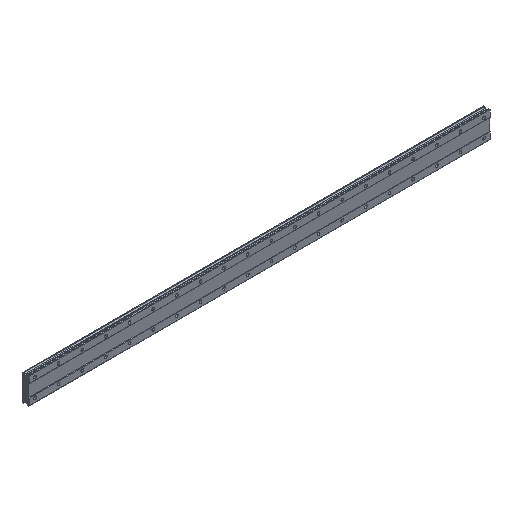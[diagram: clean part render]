
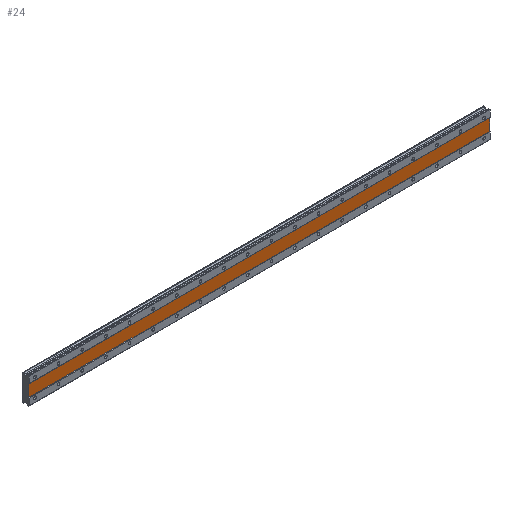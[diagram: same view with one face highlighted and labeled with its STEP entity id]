
A CAD part, isometric view. The second image highlights one B-rep face of the part: STEP entity #24.
In plain terms, the highlighted planar face has unit normal (0, -1, 0).
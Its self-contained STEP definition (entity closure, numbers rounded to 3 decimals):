
#24 = ADVANCED_FACE ( 'NONE', ( #2548 ), #3097, .F. ) ;
#96 = CARTESIAN_POINT ( 'NONE',  ( -20., 1., -20. ) ) ;
#905 = CARTESIAN_POINT ( 'NONE',  ( 1540., 1., -20. ) ) ;
#907 = CARTESIAN_POINT ( 'NONE',  ( 1540., 1., 20. ) ) ;
#968 = EDGE_CURVE ( 'NONE', #4979, #6584, #3188, .T. ) ;
#1351 = ORIENTED_EDGE ( 'NONE', *, *, #5893, .F. ) ;
#1440 = ORIENTED_EDGE ( 'NONE', *, *, #7036, .F. ) ;
#1558 = VERTEX_POINT ( 'NONE', #5419 ) ;
#1662 = VECTOR ( 'NONE', #6636, 1000. ) ;
#2166 = LINE ( 'NONE', #4522, #5425 ) ;
#2548 = FACE_OUTER_BOUND ( 'NONE', #3314, .T. ) ;
#3097 = PLANE ( 'NONE',  #4705 ) ;
#3152 = DIRECTION ( 'NONE',  ( -1., 0., 0. ) ) ;
#3188 = LINE ( 'NONE', #6024, #1662 ) ;
#3314 = EDGE_LOOP ( 'NONE', ( #1440, #4349, #5132, #1351 ) ) ;
#3921 = CARTESIAN_POINT ( 'NONE',  ( -20., 1., 20. ) ) ;
#3922 = EDGE_CURVE ( 'NONE', #6584, #1558, #2166, .T. ) ;
#3975 = VECTOR ( 'NONE', #6836, 1000. ) ;
#4134 = DIRECTION ( 'NONE',  ( 0., 0., 1. ) ) ;
#4349 = ORIENTED_EDGE ( 'NONE', *, *, #3922, .F. ) ;
#4522 = CARTESIAN_POINT ( 'NONE',  ( 1540., 1., 20. ) ) ;
#4705 = AXIS2_PLACEMENT_3D ( 'NONE', #4796, #6542, #4134 ) ;
#4796 = CARTESIAN_POINT ( 'NONE',  ( 1540., 1., 20. ) ) ;
#4979 = VERTEX_POINT ( 'NONE', #6928 ) ;
#5007 = DIRECTION ( 'NONE',  ( 0., 0., -1. ) ) ;
#5132 = ORIENTED_EDGE ( 'NONE', *, *, #968, .F. ) ;
#5419 = CARTESIAN_POINT ( 'NONE',  ( 1540., 1., -20. ) ) ;
#5425 = VECTOR ( 'NONE', #5007, 1000. ) ;
#5493 = VECTOR ( 'NONE', #3152, 1000. ) ;
#5893 = EDGE_CURVE ( 'NONE', #7274, #4979, #7309, .T. ) ;
#5985 = LINE ( 'NONE', #905, #5493 ) ;
#6024 = CARTESIAN_POINT ( 'NONE',  ( 1540., 1., 20. ) ) ;
#6542 = DIRECTION ( 'NONE',  ( 0., 1., 0. ) ) ;
#6584 = VERTEX_POINT ( 'NONE', #907 ) ;
#6636 = DIRECTION ( 'NONE',  ( 1., 0., 0. ) ) ;
#6836 = DIRECTION ( 'NONE',  ( 0., 0., 1. ) ) ;
#6928 = CARTESIAN_POINT ( 'NONE',  ( -20., 1., 20. ) ) ;
#7036 = EDGE_CURVE ( 'NONE', #1558, #7274, #5985, .T. ) ;
#7274 = VERTEX_POINT ( 'NONE', #96 ) ;
#7309 = LINE ( 'NONE', #3921, #3975 ) ;
